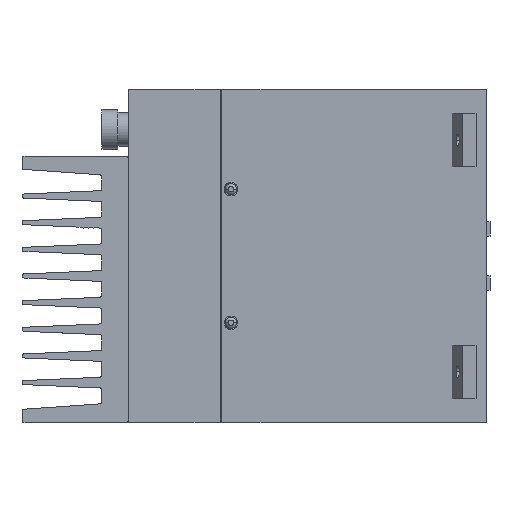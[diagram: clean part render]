
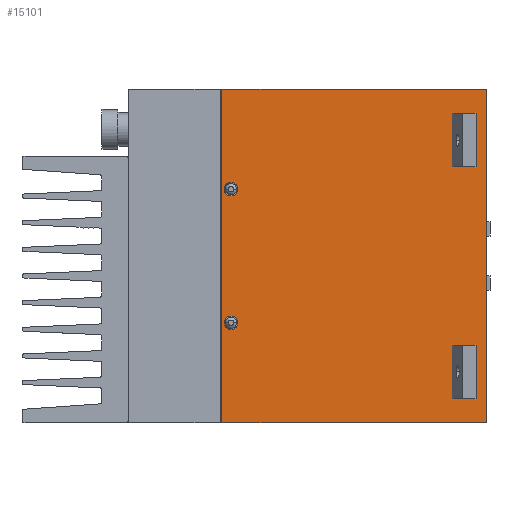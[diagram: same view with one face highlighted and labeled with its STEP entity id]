
A CAD part, left-side view. The second image highlights one B-rep face of the part: STEP entity #15101.
In plain terms, the highlighted planar face has unit normal (-1, 0, 0).
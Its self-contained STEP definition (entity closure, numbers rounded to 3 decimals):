
#14 = CARTESIAN_POINT ( 'NONE',  ( -51., 51.25, 62.501 ) ) ;
#28 = EDGE_CURVE ( 'NONE', #6639, #10319, #11412, .T. ) ;
#55 = VECTOR ( 'NONE', #2925, 1000. ) ;
#59 = VECTOR ( 'NONE', #11795, 1000. ) ;
#226 = LINE ( 'NONE', #5250, #7301 ) ;
#357 = ORIENTED_EDGE ( 'NONE', *, *, #10588, .F. ) ;
#395 = AXIS2_PLACEMENT_3D ( 'NONE', #14, #15056, #14051 ) ;
#476 = DIRECTION ( 'NONE',  ( 0., -1., 0. ) ) ;
#487 = DIRECTION ( 'NONE',  ( 1., 0., 0. ) ) ;
#848 = VERTEX_POINT ( 'NONE', #4689 ) ;
#973 = CARTESIAN_POINT ( 'NONE',  ( -51., 42.2, 27.55 ) ) ;
#981 = EDGE_LOOP ( 'NONE', ( #7009, #9929, #357, #9465 ) ) ;
#1420 = LINE ( 'NONE', #5537, #7885 ) ;
#1482 = DIRECTION ( 'NONE',  ( 0., 0., -1. ) ) ;
#1541 = DIRECTION ( 'NONE',  ( 0., 0., 1. ) ) ;
#1599 = CARTESIAN_POINT ( 'NONE',  ( -51., -48.75, 62.501 ) ) ;
#1617 = ORIENTED_EDGE ( 'NONE', *, *, #11363, .F. ) ;
#1754 = ORIENTED_EDGE ( 'NONE', *, *, #6960, .T. ) ;
#1839 = EDGE_CURVE ( 'NONE', #3374, #8561, #1420, .T. ) ;
#1978 = ORIENTED_EDGE ( 'NONE', *, *, #5575, .T. ) ;
#2142 = EDGE_CURVE ( 'NONE', #10955, #3374, #15527, .T. ) ;
#2220 = DIRECTION ( 'NONE',  ( 0., -1., 0. ) ) ;
#2351 = ORIENTED_EDGE ( 'NONE', *, *, #13800, .T. ) ;
#2875 = PLANE ( 'NONE',  #395 ) ;
#2925 = DIRECTION ( 'NONE',  ( 0., -1., 0. ) ) ;
#3020 = VERTEX_POINT ( 'NONE', #6093 ) ;
#3082 = DIRECTION ( 'NONE',  ( 0., 0., 1. ) ) ;
#3113 = VECTOR ( 'NONE', #2220, 1000. ) ;
#3157 = VERTEX_POINT ( 'NONE', #8058 ) ;
#3220 = EDGE_LOOP ( 'NONE', ( #11933, #8600, #8355, #9142 ) ) ;
#3374 = VERTEX_POINT ( 'NONE', #6074 ) ;
#3840 = EDGE_CURVE ( 'NONE', #10955, #848, #13029, .T. ) ;
#4202 = DIRECTION ( 'NONE',  ( 0., 0., -1. ) ) ;
#4285 = CARTESIAN_POINT ( 'NONE',  ( -51., 47.2, -22.55 ) ) ;
#4689 = CARTESIAN_POINT ( 'NONE',  ( -51.001, -35.75, -33.499 ) ) ;
#4707 = CARTESIAN_POINT ( 'NONE',  ( -51., 47.2, 22.55 ) ) ;
#5203 = VECTOR ( 'NONE', #11172, 1000. ) ;
#5250 = CARTESIAN_POINT ( 'NONE',  ( -51., -44.75, 53.501 ) ) ;
#5302 = CIRCLE ( 'NONE', #7147, 2.5 ) ;
#5381 = EDGE_CURVE ( 'NONE', #5401, #16201, #5302, .T. ) ;
#5401 = VERTEX_POINT ( 'NONE', #4285 ) ;
#5492 = ORIENTED_EDGE ( 'NONE', *, *, #10957, .T. ) ;
#5537 = CARTESIAN_POINT ( 'NONE',  ( -51.001, -44.75, -53.499 ) ) ;
#5575 = EDGE_CURVE ( 'NONE', #12196, #6469, #12871, .T. ) ;
#5631 = CARTESIAN_POINT ( 'NONE',  ( -51.001, 50.6, -62.499 ) ) ;
#5985 = VERTEX_POINT ( 'NONE', #11367 ) ;
#6074 = CARTESIAN_POINT ( 'NONE',  ( -51.001, -44.75, -53.499 ) ) ;
#6093 = CARTESIAN_POINT ( 'NONE',  ( -51., 47.2, 27.55 ) ) ;
#6106 = CIRCLE ( 'NONE', #8206, 2.5 ) ;
#6469 = VERTEX_POINT ( 'NONE', #15187 ) ;
#6558 = EDGE_CURVE ( 'NONE', #16201, #5401, #6106, .T. ) ;
#6639 = VERTEX_POINT ( 'NONE', #10664 ) ;
#6777 = CARTESIAN_POINT ( 'NONE',  ( -51.001, -35.75, -53.499 ) ) ;
#6887 = CARTESIAN_POINT ( 'NONE',  ( -51., 47.2, -25.05 ) ) ;
#6917 = CARTESIAN_POINT ( 'NONE',  ( -51., 51.25, 62.501 ) ) ;
#6960 = EDGE_CURVE ( 'NONE', #6469, #3157, #12869, .T. ) ;
#7009 = ORIENTED_EDGE ( 'NONE', *, *, #28, .T. ) ;
#7137 = VECTOR ( 'NONE', #3082, 1000. ) ;
#7147 = AXIS2_PLACEMENT_3D ( 'NONE', #15536, #487, #4202 ) ;
#7226 = CARTESIAN_POINT ( 'NONE',  ( -51., 47.2, 27.55 ) ) ;
#7301 = VECTOR ( 'NONE', #1541, 1000. ) ;
#7340 = FACE_BOUND ( 'NONE', #981, .T. ) ;
#7497 = FACE_OUTER_BOUND ( 'NONE', #10863, .T. ) ;
#7577 = LINE ( 'NONE', #12836, #10782 ) ;
#7885 = VECTOR ( 'NONE', #10555, 1000. ) ;
#8042 = DIRECTION ( 'NONE',  ( 1., 0., 0. ) ) ;
#8058 = CARTESIAN_POINT ( 'NONE',  ( -51., -48.75, 62.501 ) ) ;
#8206 = AXIS2_PLACEMENT_3D ( 'NONE', #6887, #8042, #11734 ) ;
#8301 = DIRECTION ( 'NONE',  ( 0., -1., 0. ) ) ;
#8355 = ORIENTED_EDGE ( 'NONE', *, *, #1839, .F. ) ;
#8482 = LINE ( 'NONE', #6917, #3113 ) ;
#8561 = VERTEX_POINT ( 'NONE', #13828 ) ;
#8600 = ORIENTED_EDGE ( 'NONE', *, *, #14479, .T. ) ;
#8856 = CARTESIAN_POINT ( 'NONE',  ( -51.001, -35.75, -33.499 ) ) ;
#9051 = ORIENTED_EDGE ( 'NONE', *, *, #5381, .T. ) ;
#9142 = ORIENTED_EDGE ( 'NONE', *, *, #2142, .F. ) ;
#9175 = CARTESIAN_POINT ( 'NONE',  ( -51.001, 51.25, -62.499 ) ) ;
#9253 = EDGE_CURVE ( 'NONE', #10319, #12233, #13405, .T. ) ;
#9465 = ORIENTED_EDGE ( 'NONE', *, *, #15750, .F. ) ;
#9726 = CARTESIAN_POINT ( 'NONE',  ( -51., 47.2, 27.55 ) ) ;
#9902 = CARTESIAN_POINT ( 'NONE',  ( -51., -44.75, 53.501 ) ) ;
#9908 = VECTOR ( 'NONE', #8301, 1000. ) ;
#9929 = ORIENTED_EDGE ( 'NONE', *, *, #9253, .T. ) ;
#10027 = CARTESIAN_POINT ( 'NONE',  ( -51., 47.2, 22.55 ) ) ;
#10093 = LINE ( 'NONE', #8856, #15728 ) ;
#10106 = CARTESIAN_POINT ( 'NONE',  ( -51., -35.75, 53.501 ) ) ;
#10319 = VERTEX_POINT ( 'NONE', #10617 ) ;
#10395 = EDGE_CURVE ( 'NONE', #3020, #16182, #12287, .T. ) ;
#10555 = DIRECTION ( 'NONE',  ( 0., 0., 1. ) ) ;
#10588 = EDGE_CURVE ( 'NONE', #12482, #12233, #226, .T. ) ;
#10617 = CARTESIAN_POINT ( 'NONE',  ( -51., -35.75, 53.501 ) ) ;
#10664 = CARTESIAN_POINT ( 'NONE',  ( -51., -35.75, 33.501 ) ) ;
#10782 = VECTOR ( 'NONE', #1482, 1000. ) ;
#10796 = CARTESIAN_POINT ( 'NONE',  ( -51.001, -35.75, -53.499 ) ) ;
#10863 = EDGE_LOOP ( 'NONE', ( #1617, #2351, #1978, #1754 ) ) ;
#10955 = VERTEX_POINT ( 'NONE', #10796 ) ;
#10957 = EDGE_CURVE ( 'NONE', #16182, #3020, #13977, .T. ) ;
#11125 = FACE_BOUND ( 'NONE', #3220, .T. ) ;
#11172 = DIRECTION ( 'NONE',  ( 0., 0., 1. ) ) ;
#11363 = EDGE_CURVE ( 'NONE', #5985, #3157, #8482, .T. ) ;
#11367 = CARTESIAN_POINT ( 'NONE',  ( -51., 50.6, 62.501 ) ) ;
#11412 = LINE ( 'NONE', #10106, #5203 ) ;
#11734 = DIRECTION ( 'NONE',  ( 0., 0., -1. ) ) ;
#11743 = CARTESIAN_POINT ( 'NONE',  ( -51.001, -35.75, -53.499 ) ) ;
#11795 = DIRECTION ( 'NONE',  ( 0., 0., 1. ) ) ;
#11933 = ORIENTED_EDGE ( 'NONE', *, *, #3840, .T. ) ;
#12173 = EDGE_LOOP ( 'NONE', ( #5492, #12910 ) ) ;
#12196 = VERTEX_POINT ( 'NONE', #5631 ) ;
#12233 = VERTEX_POINT ( 'NONE', #9902 ) ;
#12287 =( BOUNDED_CURVE ( )  B_SPLINE_CURVE ( 3, ( #7226, #973, #14788, #10027 ),
 .UNSPECIFIED., .F., .F. ) 
 B_SPLINE_CURVE_WITH_KNOTS ( ( 4, 4 ),
 ( 6.283, 9.425 ),
 .UNSPECIFIED. ) 
 CURVE ( )  GEOMETRIC_REPRESENTATION_ITEM ( )  RATIONAL_B_SPLINE_CURVE ( ( 1., 0.333, 0.333, 1. ) ) 
 REPRESENTATION_ITEM ( '' )  );
#12482 = VERTEX_POINT ( 'NONE', #14332 ) ;
#12836 = CARTESIAN_POINT ( 'NONE',  ( -51., 50.6, 62.501 ) ) ;
#12869 = LINE ( 'NONE', #1599, #7137 ) ;
#12871 = LINE ( 'NONE', #9175, #55 ) ;
#12881 = CARTESIAN_POINT ( 'NONE',  ( -51., -35.75, 33.501 ) ) ;
#12910 = ORIENTED_EDGE ( 'NONE', *, *, #10395, .T. ) ;
#13029 = LINE ( 'NONE', #6777, #59 ) ;
#13190 = CARTESIAN_POINT ( 'NONE',  ( -51., 47.2, -27.55 ) ) ;
#13405 = LINE ( 'NONE', #14624, #9908 ) ;
#13800 = EDGE_CURVE ( 'NONE', #5985, #12196, #7577, .T. ) ;
#13828 = CARTESIAN_POINT ( 'NONE',  ( -51.001, -44.75, -33.499 ) ) ;
#13870 = DIRECTION ( 'NONE',  ( 0., -1., 0. ) ) ;
#13977 =( BOUNDED_CURVE ( )  B_SPLINE_CURVE ( 3, ( #4707, #16040, #15874, #9726 ),
 .UNSPECIFIED., .F., .F. ) 
 B_SPLINE_CURVE_WITH_KNOTS ( ( 4, 4 ),
 ( 3.142, 6.283 ),
 .UNSPECIFIED. ) 
 CURVE ( )  GEOMETRIC_REPRESENTATION_ITEM ( )  RATIONAL_B_SPLINE_CURVE ( ( 1., 0.333, 0.333, 1. ) ) 
 REPRESENTATION_ITEM ( '' )  );
#14051 = DIRECTION ( 'NONE',  ( 0., 0., -1. ) ) ;
#14110 = LINE ( 'NONE', #12881, #15975 ) ;
#14135 = FACE_BOUND ( 'NONE', #14321, .T. ) ;
#14321 = EDGE_LOOP ( 'NONE', ( #9051, #14779 ) ) ;
#14332 = CARTESIAN_POINT ( 'NONE',  ( -51., -44.75, 33.501 ) ) ;
#14479 = EDGE_CURVE ( 'NONE', #848, #8561, #10093, .T. ) ;
#14569 = CARTESIAN_POINT ( 'NONE',  ( -51., 47.2, 22.55 ) ) ;
#14624 = CARTESIAN_POINT ( 'NONE',  ( -51., -35.75, 53.501 ) ) ;
#14779 = ORIENTED_EDGE ( 'NONE', *, *, #6558, .T. ) ;
#14788 = CARTESIAN_POINT ( 'NONE',  ( -51., 42.2, 22.55 ) ) ;
#14976 = FACE_BOUND ( 'NONE', #12173, .T. ) ;
#15056 = DIRECTION ( 'NONE',  ( 1., 0., 0. ) ) ;
#15093 = DIRECTION ( 'NONE',  ( 0., -1., 0. ) ) ;
#15101 = ADVANCED_FACE ( 'NONE', ( #14135, #14976, #11125, #7497, #7340 ), #2875, .F. ) ;
#15187 = CARTESIAN_POINT ( 'NONE',  ( -51.001, -48.75, -62.499 ) ) ;
#15527 = LINE ( 'NONE', #11743, #15997 ) ;
#15536 = CARTESIAN_POINT ( 'NONE',  ( -51., 47.2, -25.05 ) ) ;
#15728 = VECTOR ( 'NONE', #13870, 1000. ) ;
#15750 = EDGE_CURVE ( 'NONE', #6639, #12482, #14110, .T. ) ;
#15874 = CARTESIAN_POINT ( 'NONE',  ( -51., 52.2, 27.55 ) ) ;
#15975 = VECTOR ( 'NONE', #15093, 1000. ) ;
#15997 = VECTOR ( 'NONE', #476, 1000. ) ;
#16040 = CARTESIAN_POINT ( 'NONE',  ( -51., 52.2, 22.55 ) ) ;
#16182 = VERTEX_POINT ( 'NONE', #14569 ) ;
#16201 = VERTEX_POINT ( 'NONE', #13190 ) ;
